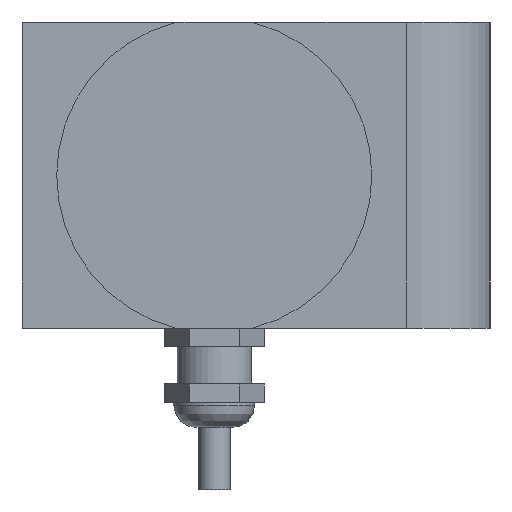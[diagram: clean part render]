
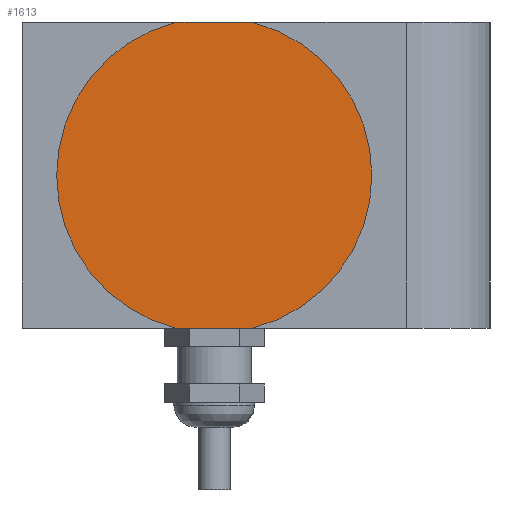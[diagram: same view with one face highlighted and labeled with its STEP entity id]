
A CAD part, left-side view. The second image highlights one B-rep face of the part: STEP entity #1613.
In plain terms, the highlighted planar face has unit normal (-1, 0, 0).
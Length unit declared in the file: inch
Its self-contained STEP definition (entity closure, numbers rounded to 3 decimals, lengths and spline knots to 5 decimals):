
#92=PLANE('',#1782);
#180=FACE_OUTER_BOUND('',#275,.T.);
#275=EDGE_LOOP('',(#1388,#1389,#1390,#1391));
#428=LINE('',#2810,#578);
#429=LINE('',#2811,#579);
#578=VECTOR('',#2219,0.3937);
#579=VECTOR('',#2220,0.3937);
#640=CIRCLE('',#1751,1.);
#648=CIRCLE('',#1764,1.);
#764=VERTEX_POINT('',#2616);
#766=VERTEX_POINT('',#2619);
#784=VERTEX_POINT('',#2704);
#785=VERTEX_POINT('',#2706);
#969=EDGE_CURVE('',#766,#764,#640,.T.);
#994=EDGE_CURVE('',#784,#785,#648,.T.);
#1026=EDGE_CURVE('',#766,#785,#428,.T.);
#1027=EDGE_CURVE('',#784,#764,#429,.T.);
#1388=ORIENTED_EDGE('',*,*,#994,.T.);
#1389=ORIENTED_EDGE('',*,*,#1026,.F.);
#1390=ORIENTED_EDGE('',*,*,#969,.T.);
#1391=ORIENTED_EDGE('',*,*,#1027,.F.);
#1613=ADVANCED_FACE('',(#180),#92,.T.);
#1751=AXIS2_PLACEMENT_3D('',#2620,#2128,#2129);
#1764=AXIS2_PLACEMENT_3D('',#2708,#2165,#2166);
#1782=AXIS2_PLACEMENT_3D('',#2809,#2217,#2218);
#2128=DIRECTION('center_axis',(-1.,0.,0.));
#2129=DIRECTION('ref_axis',(0.,1.,0.));
#2165=DIRECTION('center_axis',(-1.,0.,0.));
#2166=DIRECTION('ref_axis',(0.,1.,0.));
#2217=DIRECTION('center_axis',(-1.,0.,0.));
#2218=DIRECTION('ref_axis',(0.,-1.,0.));
#2219=DIRECTION('',(0.,-1.,0.));
#2220=DIRECTION('',(0.,1.,0.));
#2616=CARTESIAN_POINT('',(-4.125,0.2431,-0.97));
#2619=CARTESIAN_POINT('',(-4.125,0.2431,0.97));
#2620=CARTESIAN_POINT('Origin',(-4.125,0.,0.));
#2704=CARTESIAN_POINT('',(-4.125,-0.2431,-0.97));
#2706=CARTESIAN_POINT('',(-4.125,-0.2431,0.97));
#2708=CARTESIAN_POINT('Origin',(-4.125,0.,0.));
#2809=CARTESIAN_POINT('Origin',(-4.125,1.22,0.));
#2810=CARTESIAN_POINT('',(-4.125,-1.22,0.97));
#2811=CARTESIAN_POINT('',(-4.125,-1.22,-0.97));
